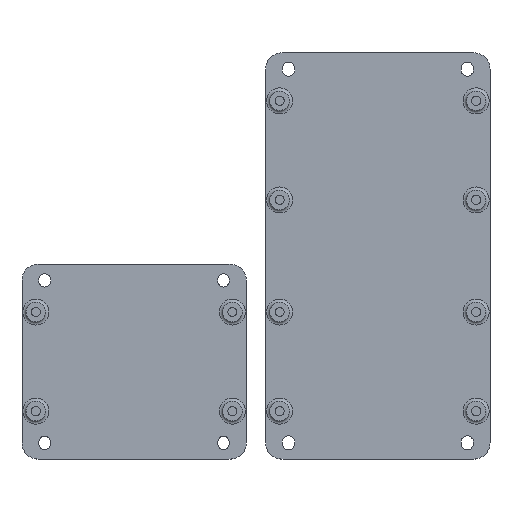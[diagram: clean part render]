
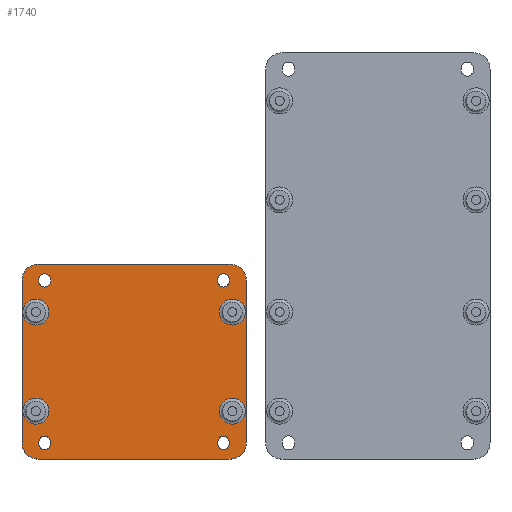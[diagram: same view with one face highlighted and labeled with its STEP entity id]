
A CAD part, top view. The second image highlights one B-rep face of the part: STEP entity #1740.
In plain terms, the highlighted planar face has unit normal (0, 0, 1).
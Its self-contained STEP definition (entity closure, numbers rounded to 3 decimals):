
#75=FACE_BOUND('',#521,.T.);
#76=FACE_BOUND('',#522,.T.);
#77=FACE_BOUND('',#523,.T.);
#78=FACE_BOUND('',#524,.T.);
#79=FACE_BOUND('',#525,.T.);
#80=FACE_BOUND('',#526,.T.);
#81=FACE_BOUND('',#527,.T.);
#82=FACE_BOUND('',#528,.T.);
#115=LINE('',#2758,#235);
#116=LINE('',#2762,#236);
#117=LINE('',#2766,#237);
#118=LINE('',#2769,#238);
#119=LINE('',#2778,#239);
#120=LINE('',#2781,#240);
#121=LINE('',#2786,#241);
#122=LINE('',#2789,#242);
#123=LINE('',#2794,#243);
#124=LINE('',#2797,#244);
#125=LINE('',#2802,#245);
#126=LINE('',#2805,#246);
#235=VECTOR('',#2143,10.);
#236=VECTOR('',#2146,10.);
#237=VECTOR('',#2149,10.);
#238=VECTOR('',#2152,10.);
#239=VECTOR('',#2159,10.);
#240=VECTOR('',#2162,10.);
#241=VECTOR('',#2165,10.);
#242=VECTOR('',#2168,10.);
#243=VECTOR('',#2171,10.);
#244=VECTOR('',#2174,10.);
#245=VECTOR('',#2177,10.);
#246=VECTOR('',#2180,10.);
#355=PLANE('',#1883);
#408=FACE_OUTER_BOUND('',#520,.T.);
#520=EDGE_LOOP('',(#1228,#1229,#1230,#1231,#1232,#1233,#1234,#1235));
#521=EDGE_LOOP('',(#1236));
#522=EDGE_LOOP('',(#1237));
#523=EDGE_LOOP('',(#1238,#1239,#1240,#1241));
#524=EDGE_LOOP('',(#1242,#1243,#1244,#1245));
#525=EDGE_LOOP('',(#1246,#1247,#1248,#1249));
#526=EDGE_LOOP('',(#1250,#1251,#1252,#1253));
#527=EDGE_LOOP('',(#1254));
#528=EDGE_LOOP('',(#1255));
#673=CIRCLE('',#1881,4.);
#675=CIRCLE('',#1884,5.);
#676=CIRCLE('',#1885,5.);
#677=CIRCLE('',#1886,5.);
#678=CIRCLE('',#1887,5.);
#679=CIRCLE('',#1888,4.);
#680=CIRCLE('',#1889,4.);
#681=CIRCLE('',#1890,1.8);
#682=CIRCLE('',#1891,1.8);
#683=CIRCLE('',#1892,1.8);
#684=CIRCLE('',#1893,1.8);
#685=CIRCLE('',#1894,1.8);
#686=CIRCLE('',#1895,1.8);
#687=CIRCLE('',#1896,1.8);
#688=CIRCLE('',#1897,1.8);
#689=CIRCLE('',#1898,4.);
#805=VERTEX_POINT('',#2749);
#806=VERTEX_POINT('',#2754);
#807=VERTEX_POINT('',#2755);
#808=VERTEX_POINT('',#2757);
#809=VERTEX_POINT('',#2759);
#810=VERTEX_POINT('',#2761);
#811=VERTEX_POINT('',#2763);
#812=VERTEX_POINT('',#2765);
#813=VERTEX_POINT('',#2767);
#814=VERTEX_POINT('',#2770);
#815=VERTEX_POINT('',#2772);
#816=VERTEX_POINT('',#2774);
#817=VERTEX_POINT('',#2775);
#818=VERTEX_POINT('',#2777);
#819=VERTEX_POINT('',#2779);
#820=VERTEX_POINT('',#2782);
#821=VERTEX_POINT('',#2783);
#822=VERTEX_POINT('',#2785);
#823=VERTEX_POINT('',#2787);
#824=VERTEX_POINT('',#2790);
#825=VERTEX_POINT('',#2791);
#826=VERTEX_POINT('',#2793);
#827=VERTEX_POINT('',#2795);
#828=VERTEX_POINT('',#2798);
#829=VERTEX_POINT('',#2799);
#830=VERTEX_POINT('',#2801);
#831=VERTEX_POINT('',#2803);
#832=VERTEX_POINT('',#2806);
#973=EDGE_CURVE('',#805,#805,#673,.T.);
#975=EDGE_CURVE('',#806,#807,#675,.T.);
#976=EDGE_CURVE('',#806,#808,#115,.T.);
#977=EDGE_CURVE('',#809,#808,#676,.T.);
#978=EDGE_CURVE('',#809,#810,#116,.F.);
#979=EDGE_CURVE('',#811,#810,#677,.T.);
#980=EDGE_CURVE('',#811,#812,#117,.T.);
#981=EDGE_CURVE('',#813,#812,#678,.T.);
#982=EDGE_CURVE('',#813,#807,#118,.F.);
#983=EDGE_CURVE('',#814,#814,#679,.T.);
#984=EDGE_CURVE('',#815,#815,#680,.T.);
#985=EDGE_CURVE('',#816,#817,#681,.T.);
#986=EDGE_CURVE('',#817,#818,#119,.T.);
#987=EDGE_CURVE('',#818,#819,#682,.T.);
#988=EDGE_CURVE('',#819,#816,#120,.T.);
#989=EDGE_CURVE('',#820,#821,#683,.T.);
#990=EDGE_CURVE('',#821,#822,#121,.T.);
#991=EDGE_CURVE('',#822,#823,#684,.T.);
#992=EDGE_CURVE('',#823,#820,#122,.T.);
#993=EDGE_CURVE('',#824,#825,#685,.T.);
#994=EDGE_CURVE('',#825,#826,#123,.T.);
#995=EDGE_CURVE('',#826,#827,#686,.T.);
#996=EDGE_CURVE('',#827,#824,#124,.T.);
#997=EDGE_CURVE('',#828,#829,#687,.T.);
#998=EDGE_CURVE('',#829,#830,#125,.T.);
#999=EDGE_CURVE('',#830,#831,#688,.T.);
#1000=EDGE_CURVE('',#831,#828,#126,.T.);
#1001=EDGE_CURVE('',#832,#832,#689,.T.);
#1228=ORIENTED_EDGE('',*,*,#975,.F.);
#1229=ORIENTED_EDGE('',*,*,#976,.T.);
#1230=ORIENTED_EDGE('',*,*,#977,.F.);
#1231=ORIENTED_EDGE('',*,*,#978,.T.);
#1232=ORIENTED_EDGE('',*,*,#979,.F.);
#1233=ORIENTED_EDGE('',*,*,#980,.T.);
#1234=ORIENTED_EDGE('',*,*,#981,.F.);
#1235=ORIENTED_EDGE('',*,*,#982,.T.);
#1236=ORIENTED_EDGE('',*,*,#983,.F.);
#1237=ORIENTED_EDGE('',*,*,#984,.F.);
#1238=ORIENTED_EDGE('',*,*,#985,.T.);
#1239=ORIENTED_EDGE('',*,*,#986,.T.);
#1240=ORIENTED_EDGE('',*,*,#987,.T.);
#1241=ORIENTED_EDGE('',*,*,#988,.T.);
#1242=ORIENTED_EDGE('',*,*,#989,.T.);
#1243=ORIENTED_EDGE('',*,*,#990,.T.);
#1244=ORIENTED_EDGE('',*,*,#991,.T.);
#1245=ORIENTED_EDGE('',*,*,#992,.T.);
#1246=ORIENTED_EDGE('',*,*,#993,.T.);
#1247=ORIENTED_EDGE('',*,*,#994,.T.);
#1248=ORIENTED_EDGE('',*,*,#995,.T.);
#1249=ORIENTED_EDGE('',*,*,#996,.T.);
#1250=ORIENTED_EDGE('',*,*,#997,.T.);
#1251=ORIENTED_EDGE('',*,*,#998,.T.);
#1252=ORIENTED_EDGE('',*,*,#999,.T.);
#1253=ORIENTED_EDGE('',*,*,#1000,.T.);
#1254=ORIENTED_EDGE('',*,*,#1001,.F.);
#1255=ORIENTED_EDGE('',*,*,#973,.F.);
#1740=ADVANCED_FACE('',(#408,#75,#76,#77,#78,#79,#80,#81,#82),#355,.T.);
#1881=AXIS2_PLACEMENT_3D('',#2751,#2135,#2136);
#1883=AXIS2_PLACEMENT_3D('',#2753,#2139,#2140);
#1884=AXIS2_PLACEMENT_3D('',#2756,#2141,#2142);
#1885=AXIS2_PLACEMENT_3D('',#2760,#2144,#2145);
#1886=AXIS2_PLACEMENT_3D('',#2764,#2147,#2148);
#1887=AXIS2_PLACEMENT_3D('',#2768,#2150,#2151);
#1888=AXIS2_PLACEMENT_3D('',#2771,#2153,#2154);
#1889=AXIS2_PLACEMENT_3D('',#2773,#2155,#2156);
#1890=AXIS2_PLACEMENT_3D('',#2776,#2157,#2158);
#1891=AXIS2_PLACEMENT_3D('',#2780,#2160,#2161);
#1892=AXIS2_PLACEMENT_3D('',#2784,#2163,#2164);
#1893=AXIS2_PLACEMENT_3D('',#2788,#2166,#2167);
#1894=AXIS2_PLACEMENT_3D('',#2792,#2169,#2170);
#1895=AXIS2_PLACEMENT_3D('',#2796,#2172,#2173);
#1896=AXIS2_PLACEMENT_3D('',#2800,#2175,#2176);
#1897=AXIS2_PLACEMENT_3D('',#2804,#2178,#2179);
#1898=AXIS2_PLACEMENT_3D('',#2807,#2181,#2182);
#2135=DIRECTION('center_axis',(0.,0.,1.));
#2136=DIRECTION('ref_axis',(1.,0.,0.));
#2139=DIRECTION('center_axis',(0.,0.,1.));
#2140=DIRECTION('ref_axis',(1.,0.,0.));
#2141=DIRECTION('center_axis',(0.,0.,-1.));
#2142=DIRECTION('ref_axis',(-0.707,-0.707,0.));
#2143=DIRECTION('',(1.,0.,0.));
#2144=DIRECTION('center_axis',(0.,0.,-1.));
#2145=DIRECTION('ref_axis',(0.707,-0.707,0.));
#2146=DIRECTION('',(0.,-1.,0.));
#2147=DIRECTION('center_axis',(0.,0.,-1.));
#2148=DIRECTION('ref_axis',(0.707,0.707,0.));
#2149=DIRECTION('',(-1.,0.,0.));
#2150=DIRECTION('center_axis',(0.,0.,-1.));
#2151=DIRECTION('ref_axis',(-0.707,0.707,0.));
#2152=DIRECTION('',(0.,1.,0.));
#2153=DIRECTION('center_axis',(0.,0.,1.));
#2154=DIRECTION('ref_axis',(1.,0.,0.));
#2155=DIRECTION('center_axis',(0.,0.,1.));
#2156=DIRECTION('ref_axis',(1.,0.,0.));
#2157=DIRECTION('center_axis',(0.,0.,-1.));
#2158=DIRECTION('ref_axis',(-1.,0.,0.));
#2159=DIRECTION('',(0.,1.,0.));
#2160=DIRECTION('center_axis',(0.,0.,-1.));
#2161=DIRECTION('ref_axis',(1.,0.,0.));
#2162=DIRECTION('',(0.,-1.,0.));
#2163=DIRECTION('center_axis',(0.,0.,-1.));
#2164=DIRECTION('ref_axis',(1.,0.,0.));
#2165=DIRECTION('',(0.,-1.,0.));
#2166=DIRECTION('center_axis',(0.,0.,-1.));
#2167=DIRECTION('ref_axis',(-1.,0.,0.));
#2168=DIRECTION('',(0.,1.,0.));
#2169=DIRECTION('center_axis',(0.,0.,-1.));
#2170=DIRECTION('ref_axis',(1.,0.,0.));
#2171=DIRECTION('',(0.,-1.,0.));
#2172=DIRECTION('center_axis',(0.,0.,-1.));
#2173=DIRECTION('ref_axis',(-1.,0.,0.));
#2174=DIRECTION('',(0.,1.,0.));
#2175=DIRECTION('center_axis',(0.,0.,-1.));
#2176=DIRECTION('ref_axis',(-1.,0.,0.));
#2177=DIRECTION('',(0.,1.,0.));
#2178=DIRECTION('center_axis',(0.,0.,-1.));
#2179=DIRECTION('ref_axis',(1.,0.,0.));
#2180=DIRECTION('',(0.,-1.,0.));
#2181=DIRECTION('center_axis',(0.,0.,1.));
#2182=DIRECTION('ref_axis',(1.,0.,0.));
#2749=CARTESIAN_POINT('',(-3.25,29.75,3.));
#2751=CARTESIAN_POINT('Origin',(-7.25,29.75,3.));
#2753=CARTESIAN_POINT('Origin',(-37.5,45.,3.));
#2754=CARTESIAN_POINT('',(-67.,15.,3.));
#2755=CARTESIAN_POINT('',(-72.,20.,3.));
#2756=CARTESIAN_POINT('Origin',(-67.,20.,3.));
#2757=CARTESIAN_POINT('',(-8.,15.,3.));
#2758=CARTESIAN_POINT('',(-10.,15.,3.));
#2759=CARTESIAN_POINT('',(-3.,20.,3.));
#2760=CARTESIAN_POINT('Origin',(-8.,20.,3.));
#2761=CARTESIAN_POINT('',(-3.,70.,3.));
#2762=CARTESIAN_POINT('',(-3.,32.5,3.));
#2763=CARTESIAN_POINT('',(-8.,75.,3.));
#2764=CARTESIAN_POINT('Origin',(-8.,70.,3.));
#2765=CARTESIAN_POINT('',(-67.,75.,3.));
#2766=CARTESIAN_POINT('',(-65.,75.,3.));
#2767=CARTESIAN_POINT('',(-72.,70.,3.));
#2768=CARTESIAN_POINT('Origin',(-67.,70.,3.));
#2769=CARTESIAN_POINT('',(-72.,57.5,3.));
#2770=CARTESIAN_POINT('',(-3.25,60.25,3.));
#2771=CARTESIAN_POINT('Origin',(-7.25,60.25,3.));
#2772=CARTESIAN_POINT('',(-63.75,29.75,3.));
#2773=CARTESIAN_POINT('Origin',(-67.75,29.75,3.));
#2774=CARTESIAN_POINT('',(-63.2,19.75,3.));
#2775=CARTESIAN_POINT('',(-66.8,19.75,3.));
#2776=CARTESIAN_POINT('Origin',(-65.,19.75,3.));
#2777=CARTESIAN_POINT('',(-66.8,20.25,3.));
#2778=CARTESIAN_POINT('',(-66.8,19.75,3.));
#2779=CARTESIAN_POINT('',(-63.2,20.25,3.));
#2780=CARTESIAN_POINT('Origin',(-65.,20.25,3.));
#2781=CARTESIAN_POINT('',(-63.2,20.25,3.));
#2782=CARTESIAN_POINT('',(-11.8,70.25,3.));
#2783=CARTESIAN_POINT('',(-8.2,70.25,3.));
#2784=CARTESIAN_POINT('Origin',(-10.,70.25,3.));
#2785=CARTESIAN_POINT('',(-8.2,69.75,3.));
#2786=CARTESIAN_POINT('',(-8.2,70.25,3.));
#2787=CARTESIAN_POINT('',(-11.8,69.75,3.));
#2788=CARTESIAN_POINT('Origin',(-10.,69.75,3.));
#2789=CARTESIAN_POINT('',(-11.8,69.75,3.));
#2790=CARTESIAN_POINT('',(-66.8,70.25,3.));
#2791=CARTESIAN_POINT('',(-63.2,70.25,3.));
#2792=CARTESIAN_POINT('Origin',(-65.,70.25,3.));
#2793=CARTESIAN_POINT('',(-63.2,69.75,3.));
#2794=CARTESIAN_POINT('',(-63.2,69.75,3.));
#2795=CARTESIAN_POINT('',(-66.8,69.75,3.));
#2796=CARTESIAN_POINT('Origin',(-65.,69.75,3.));
#2797=CARTESIAN_POINT('',(-66.8,70.25,3.));
#2798=CARTESIAN_POINT('',(-8.2,19.75,3.));
#2799=CARTESIAN_POINT('',(-11.8,19.75,3.));
#2800=CARTESIAN_POINT('Origin',(-10.,19.75,3.));
#2801=CARTESIAN_POINT('',(-11.8,20.25,3.));
#2802=CARTESIAN_POINT('',(-11.8,20.25,3.));
#2803=CARTESIAN_POINT('',(-8.2,20.25,3.));
#2804=CARTESIAN_POINT('Origin',(-10.,20.25,3.));
#2805=CARTESIAN_POINT('',(-8.2,19.75,3.));
#2806=CARTESIAN_POINT('',(-63.75,60.25,3.));
#2807=CARTESIAN_POINT('Origin',(-67.75,60.25,3.));
